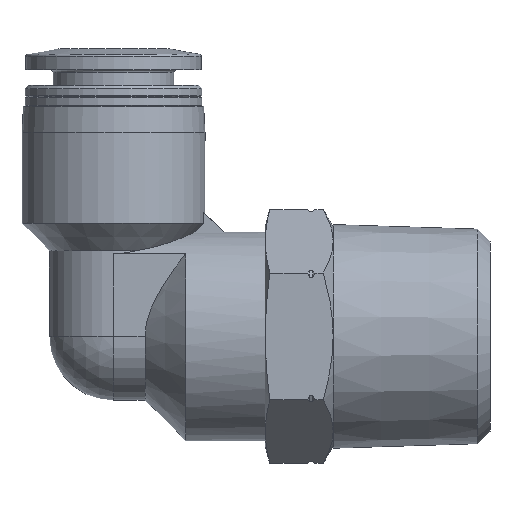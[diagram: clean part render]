
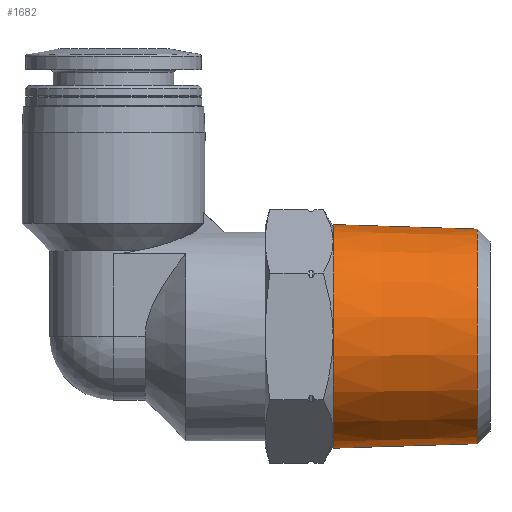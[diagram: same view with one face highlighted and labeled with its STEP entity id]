
A CAD part, left-side view. The second image highlights one B-rep face of the part: STEP entity #1682.
In plain terms, the highlighted conical face has half-angle 1.788 degrees and reference radius 10.69 mm.
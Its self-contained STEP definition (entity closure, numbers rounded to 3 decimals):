
#204=CONICAL_SURFACE('',#1820,10.69,0.031);
#259=CIRCLE('',#1819,10.69);
#260=CIRCLE('',#1821,10.259);
#559=ORIENTED_EDGE('',*,*,#722,.F.);
#560=ORIENTED_EDGE('',*,*,#721,.T.);
#721=EDGE_CURVE('',#828,#828,#259,.T.);
#722=EDGE_CURVE('',#829,#829,#260,.T.);
#828=VERTEX_POINT('',#2644);
#829=VERTEX_POINT('',#2647);
#931=EDGE_LOOP('',(#559));
#932=EDGE_LOOP('',(#560));
#1038=FACE_BOUND('',#931,.T.);
#1039=FACE_BOUND('',#932,.T.);
#1682=ADVANCED_FACE('',(#1038,#1039),#204,.T.);
#1819=AXIS2_PLACEMENT_3D('',#2643,#2121,#2122);
#1820=AXIS2_PLACEMENT_3D('',#2645,#2123,#2124);
#1821=AXIS2_PLACEMENT_3D('',#2646,#2125,#2126);
#2121=DIRECTION('',(0.,-1.,0.));
#2122=DIRECTION('',(0.,0.,-1.));
#2123=DIRECTION('',(0.,1.,0.));
#2124=DIRECTION('',(0.,0.,1.));
#2125=DIRECTION('',(0.,-1.,0.));
#2126=DIRECTION('',(0.,0.,-1.));
#2643=CARTESIAN_POINT('',(0.,0.,0.));
#2644=CARTESIAN_POINT('',(0.,0.,-10.69));
#2645=CARTESIAN_POINT('',(0.,0.,0.));
#2646=CARTESIAN_POINT('',(0.,-13.801,0.));
#2647=CARTESIAN_POINT('',(0.,-13.801,-10.259));
